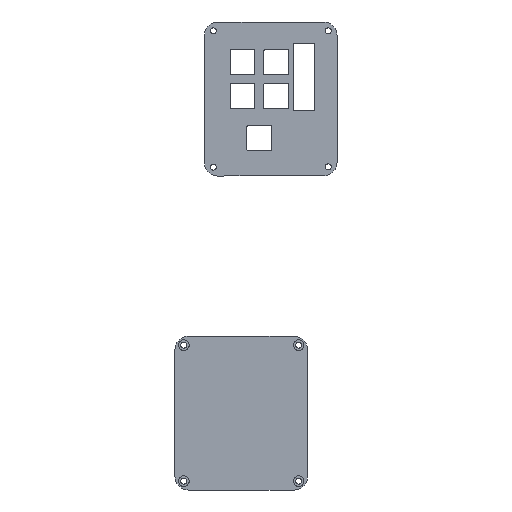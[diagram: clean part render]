
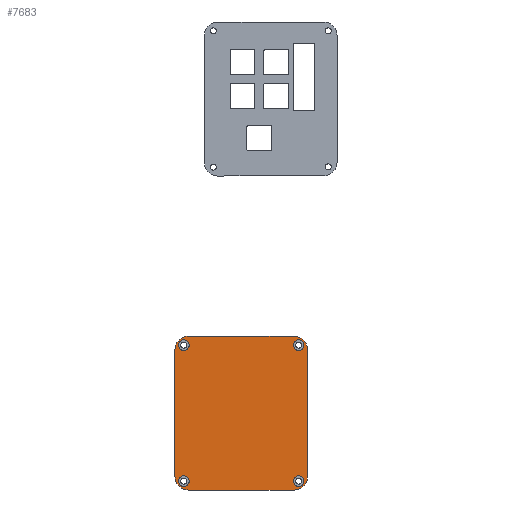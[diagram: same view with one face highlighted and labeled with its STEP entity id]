
A CAD part, front view. The second image highlights one B-rep face of the part: STEP entity #7683.
In plain terms, the highlighted planar face has unit normal (0, -1, 0).
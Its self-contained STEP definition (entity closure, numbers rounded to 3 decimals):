
#18=CIRCLE('',#7867,7.5);
#26=CIRCLE('',#7878,7.5);
#27=CIRCLE('',#7881,7.5);
#28=CIRCLE('',#7884,7.5);
#30=CIRCLE('',#7893,3.);
#32=CIRCLE('',#7896,3.);
#34=CIRCLE('',#7899,3.);
#36=CIRCLE('',#7902,3.);
#161=FACE_BOUND('',#1117,.T.);
#162=FACE_BOUND('',#1118,.T.);
#163=FACE_BOUND('',#1119,.T.);
#164=FACE_BOUND('',#1120,.T.);
#302=PLANE('',#7906);
#681=FACE_OUTER_BOUND('',#1116,.T.);
#1116=EDGE_LOOP('',(#6744,#6745,#6746,#6747,#6748,#6749,#6750,#6751));
#1117=EDGE_LOOP('',(#6752));
#1118=EDGE_LOOP('',(#6753));
#1119=EDGE_LOOP('',(#6754));
#1120=EDGE_LOOP('',(#6755));
#1682=LINE('',#14846,#2305);
#1696=LINE('',#14890,#2319);
#1699=LINE('',#14898,#2322);
#1701=LINE('',#14904,#2324);
#2305=VECTOR('',#8714,10.);
#2319=VECTOR('',#8750,10.);
#2322=VECTOR('',#8759,10.);
#2324=VECTOR('',#8767,10.);
#3515=VERTEX_POINT('',#14836);
#3516=VERTEX_POINT('',#14838);
#3518=VERTEX_POINT('',#14844);
#3536=VERTEX_POINT('',#14884);
#3537=VERTEX_POINT('',#14888);
#3538=VERTEX_POINT('',#14892);
#3539=VERTEX_POINT('',#14896);
#3540=VERTEX_POINT('',#14900);
#3546=VERTEX_POINT('',#14928);
#3548=VERTEX_POINT('',#14934);
#3550=VERTEX_POINT('',#14940);
#3552=VERTEX_POINT('',#14946);
#4584=EDGE_CURVE('',#3515,#3516,#18,.T.);
#4588=EDGE_CURVE('',#3515,#3518,#1682,.T.);
#4608=EDGE_CURVE('',#3536,#3518,#26,.T.);
#4610=EDGE_CURVE('',#3536,#3537,#1696,.T.);
#4612=EDGE_CURVE('',#3538,#3537,#27,.T.);
#4614=EDGE_CURVE('',#3538,#3539,#1699,.T.);
#4616=EDGE_CURVE('',#3540,#3539,#28,.T.);
#4617=EDGE_CURVE('',#3540,#3516,#1701,.T.);
#4631=EDGE_CURVE('',#3546,#3546,#30,.T.);
#4634=EDGE_CURVE('',#3548,#3548,#32,.T.);
#4637=EDGE_CURVE('',#3550,#3550,#34,.T.);
#4640=EDGE_CURVE('',#3552,#3552,#36,.T.);
#6744=ORIENTED_EDGE('',*,*,#4584,.F.);
#6745=ORIENTED_EDGE('',*,*,#4588,.T.);
#6746=ORIENTED_EDGE('',*,*,#4608,.F.);
#6747=ORIENTED_EDGE('',*,*,#4610,.T.);
#6748=ORIENTED_EDGE('',*,*,#4612,.F.);
#6749=ORIENTED_EDGE('',*,*,#4614,.T.);
#6750=ORIENTED_EDGE('',*,*,#4616,.F.);
#6751=ORIENTED_EDGE('',*,*,#4617,.T.);
#6752=ORIENTED_EDGE('',*,*,#4637,.F.);
#6753=ORIENTED_EDGE('',*,*,#4634,.F.);
#6754=ORIENTED_EDGE('',*,*,#4640,.F.);
#6755=ORIENTED_EDGE('',*,*,#4631,.F.);
#7683=ADVANCED_FACE('',(#681,#161,#162,#163,#164),#302,.F.);
#7867=AXIS2_PLACEMENT_3D('',#14839,#8707,#8708);
#7878=AXIS2_PLACEMENT_3D('',#14886,#8745,#8746);
#7881=AXIS2_PLACEMENT_3D('',#14894,#8754,#8755);
#7884=AXIS2_PLACEMENT_3D('',#14902,#8763,#8764);
#7893=AXIS2_PLACEMENT_3D('',#14930,#8794,#8795);
#7896=AXIS2_PLACEMENT_3D('',#14936,#8801,#8802);
#7899=AXIS2_PLACEMENT_3D('',#14942,#8808,#8809);
#7902=AXIS2_PLACEMENT_3D('',#14948,#8815,#8816);
#7906=AXIS2_PLACEMENT_3D('',#14953,#8824,#8825);
#8707=DIRECTION('center_axis',(0.,1.,0.));
#8708=DIRECTION('ref_axis',(0.707,0.,0.707));
#8714=DIRECTION('',(-1.,0.,0.));
#8745=DIRECTION('center_axis',(0.,1.,0.));
#8746=DIRECTION('ref_axis',(-0.707,0.,0.707));
#8750=DIRECTION('',(0.,0.,-1.));
#8754=DIRECTION('center_axis',(0.,1.,0.));
#8755=DIRECTION('ref_axis',(-0.707,0.,-0.707));
#8759=DIRECTION('',(1.,0.,0.));
#8763=DIRECTION('center_axis',(0.,1.,0.));
#8764=DIRECTION('ref_axis',(0.707,0.,-0.707));
#8767=DIRECTION('',(0.,0.,1.));
#8794=DIRECTION('center_axis',(0.,-1.,0.));
#8795=DIRECTION('ref_axis',(1.,0.,0.));
#8801=DIRECTION('center_axis',(0.,-1.,0.));
#8802=DIRECTION('ref_axis',(1.,0.,0.));
#8808=DIRECTION('center_axis',(0.,-1.,0.));
#8809=DIRECTION('ref_axis',(1.,0.,0.));
#8815=DIRECTION('center_axis',(0.,-1.,0.));
#8816=DIRECTION('ref_axis',(1.,0.,0.));
#8824=DIRECTION('center_axis',(0.,1.,0.));
#8825=DIRECTION('ref_axis',(1.,0.,0.));
#14836=CARTESIAN_POINT('',(107.765,0.,-7.825));
#14838=CARTESIAN_POINT('',(115.265,0.,-15.325));
#14839=CARTESIAN_POINT('Origin',(107.765,0.,-15.325));
#14844=CARTESIAN_POINT('',(48.,0.,-7.825));
#14846=CARTESIAN_POINT('',(115.265,0.,-7.825));
#14884=CARTESIAN_POINT('',(40.5,0.,-15.325));
#14886=CARTESIAN_POINT('Origin',(48.,0.,-15.325));
#14888=CARTESIAN_POINT('',(40.5,0.,-87.));
#14890=CARTESIAN_POINT('',(40.5,0.,-7.825));
#14892=CARTESIAN_POINT('',(48.,0.,-94.5));
#14894=CARTESIAN_POINT('Origin',(48.,0.,-87.));
#14896=CARTESIAN_POINT('',(107.765,0.,-94.5));
#14898=CARTESIAN_POINT('',(40.5,0.,-94.5));
#14900=CARTESIAN_POINT('',(115.265,0.,-87.));
#14902=CARTESIAN_POINT('Origin',(107.765,0.,-87.));
#14904=CARTESIAN_POINT('',(115.265,0.,-94.5));
#14928=CARTESIAN_POINT('',(42.5,0.,-89.5));
#14930=CARTESIAN_POINT('Origin',(45.5,0.,-89.5));
#14934=CARTESIAN_POINT('',(42.5,0.,-12.825));
#14936=CARTESIAN_POINT('Origin',(45.5,0.,-12.825));
#14940=CARTESIAN_POINT('',(107.265,0.,-12.825));
#14942=CARTESIAN_POINT('Origin',(110.265,0.,-12.825));
#14946=CARTESIAN_POINT('',(107.265,0.,-89.5));
#14948=CARTESIAN_POINT('Origin',(110.265,0.,-89.5));
#14953=CARTESIAN_POINT('Origin',(77.384,0.,-51.663));
